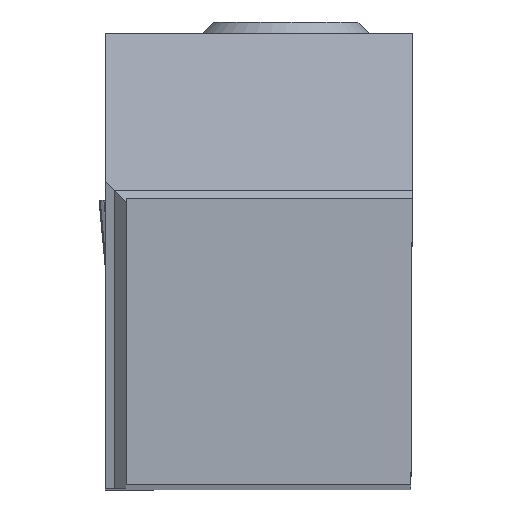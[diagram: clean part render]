
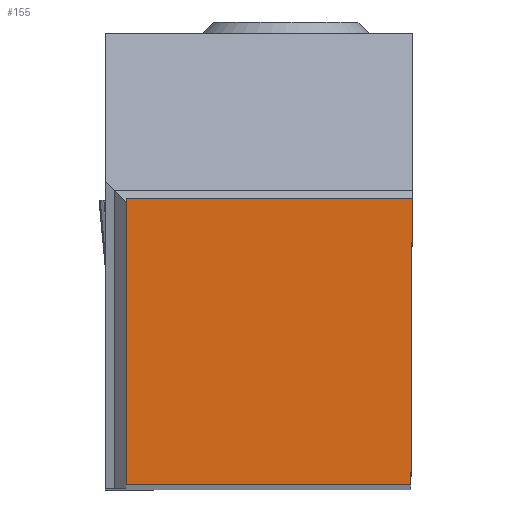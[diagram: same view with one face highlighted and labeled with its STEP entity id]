
A CAD part, top view. The second image highlights one B-rep face of the part: STEP entity #155.
In plain terms, the highlighted planar face has unit normal (0, 0, 1).
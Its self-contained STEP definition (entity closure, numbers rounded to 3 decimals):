
#155=ADVANCED_FACE('BLANK_BOXF006',(#256),#202,.F.);
#202=PLANE('',#1255);
#256=FACE_OUTER_BOUND('',#312,.T.);
#312=EDGE_LOOP('',(#551,#552,#553,#554));
#551=ORIENTED_EDGE('',*,*,#856,.F.);
#552=ORIENTED_EDGE('',*,*,#847,.F.);
#553=ORIENTED_EDGE('',*,*,#855,.F.);
#554=ORIENTED_EDGE('',*,*,#857,.F.);
#713=VERTEX_POINT('',#1981);
#714=VERTEX_POINT('',#1983);
#719=VERTEX_POINT('',#1996);
#720=VERTEX_POINT('',#2000);
#847=EDGE_CURVE('',#713,#714,#971,.T.);
#855=EDGE_CURVE('',#719,#713,#979,.T.);
#856=EDGE_CURVE('',#714,#720,#980,.T.);
#857=EDGE_CURVE('',#720,#719,#981,.T.);
#971=LINE('',#1982,#1098);
#979=LINE('',#1997,#1106);
#980=LINE('',#1999,#1107);
#981=LINE('',#2001,#1108);
#1098=VECTOR('',#1467,1.);
#1106=VECTOR('',#1477,1.);
#1107=VECTOR('',#1480,1.);
#1108=VECTOR('',#1481,1.);
#1255=AXIS2_PLACEMENT_3D('',#2002,#1482,#1483);
#1467=DIRECTION('',(-1.,0.,0.));
#1477=DIRECTION('',(-0.004,-1.,0.));
#1480=DIRECTION('',(0.,1.,0.));
#1481=DIRECTION('',(1.,0.,0.));
#1482=DIRECTION('',(0.,0.,-1.));
#1483=DIRECTION('',(0.,-1.,0.));
#1981=CARTESIAN_POINT('',(-0.052,0.,0.));
#1982=CARTESIAN_POINT('',(125.55,0.,0.));
#1983=CARTESIAN_POINT('',(-11.875,0.,0.));
#1996=CARTESIAN_POINT('',(0.,11.875,0.));
#1997=CARTESIAN_POINT('',(0.496,125.549,0.));
#1999=CARTESIAN_POINT('',(-11.875,-125.55,0.));
#2000=CARTESIAN_POINT('',(-11.875,11.875,0.));
#2001=CARTESIAN_POINT('',(-125.55,11.875,0.));
#2002=CARTESIAN_POINT('',(-12.75,-5.,0.));
